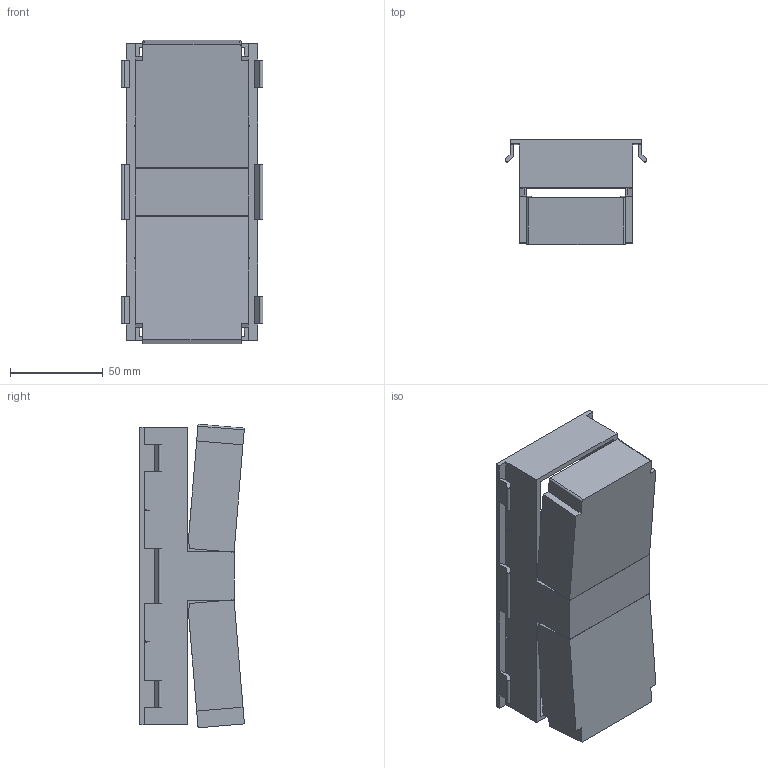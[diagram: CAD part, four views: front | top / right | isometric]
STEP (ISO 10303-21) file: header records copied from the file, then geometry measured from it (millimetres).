
FILE_DESCRIPTION (( 'STEP AP214' ), '1' );
FILE_NAME ('6288611.stp', '2016-04-29T12:18:24', ( '' ), ( '' ), 'SwSTEP 2.0', 'SolidWorks 2014', '' );
FILE_SCHEMA (( 'AUTOMOTIVE_DESIGN' ));
Length unit declared in the file: millimetre
Products named in the file (5): 6288611; 43365L_Standard; 43366E_Standard; 43366F_Standard; 001062_Standard
Assembly tree (4 placements, depth 3):
  6288611
    001062_Standard
      43365L_Standard
      43366E_Standard
      43366F_Standard
Bounding box: 76.25 x 56.38 x 163.29 mm (x, y, z)
Volume: 85625.1 mm3; surface area: 72747.4 mm2
Topology: 3 solids, 3 shells, 146 faces, 447 edges, 298 vertices
Faces by surface type: plane 117, cylinder 29
Entity records: 5157 total; most frequent: CARTESIAN_POINT 1019, ORIENTED_EDGE 894, DIRECTION 761, EDGE_CURVE 447, VECTOR 361, LINE 361, VERTEX_POINT 298, AXIS2_PLACEMENT_3D 200
